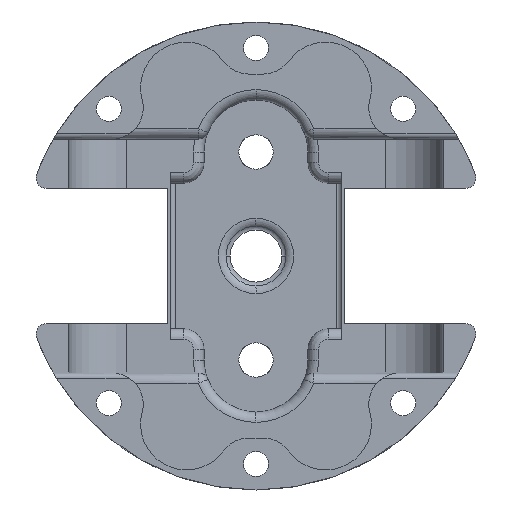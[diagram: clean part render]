
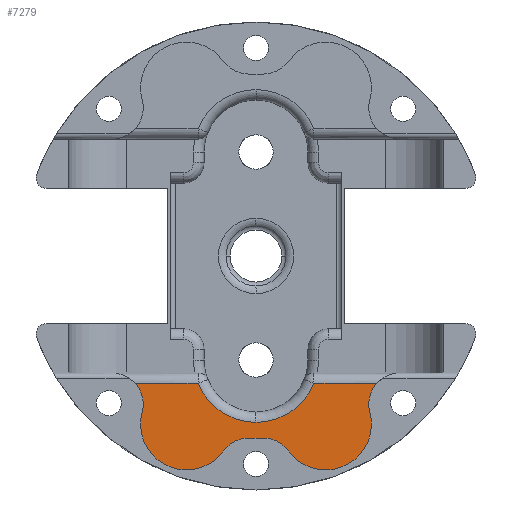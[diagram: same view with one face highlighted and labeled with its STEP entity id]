
A CAD part, front view. The second image highlights one B-rep face of the part: STEP entity #7279.
In plain terms, the highlighted planar face has unit normal (0, -1, 0).
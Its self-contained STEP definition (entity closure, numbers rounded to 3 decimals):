
#49 = AXIS2_PLACEMENT_3D ( 'NONE', #79, #3081, #5354 ) ;
#79 = CARTESIAN_POINT ( 'NONE',  ( 0., 2.5, -10. ) ) ;
#113 = DIRECTION ( 'NONE',  ( 0., 1., 0. ) ) ;
#132 = DIRECTION ( 'NONE',  ( 0., -1., 0. ) ) ;
#167 = CIRCLE ( 'NONE', #791, 4.4 ) ;
#331 = AXIS2_PLACEMENT_3D ( 'NONE', #4296, #2766, #5823 ) ;
#496 = EDGE_CURVE ( 'NONE', #563, #4790, #3617, .T. ) ;
#560 = VERTEX_POINT ( 'NONE', #4717 ) ;
#563 = VERTEX_POINT ( 'NONE', #813 ) ;
#582 = ORIENTED_EDGE ( 'NONE', *, *, #1062, .T. ) ;
#717 = CIRCLE ( 'NONE', #3574, 4.4 ) ;
#719 = CARTESIAN_POINT ( 'NONE',  ( 5.562, 2.5, -12.25 ) ) ;
#731 = CARTESIAN_POINT ( 'NONE',  ( 6.697, 2.5, -16.168 ) ) ;
#791 = AXIS2_PLACEMENT_3D ( 'NONE', #6103, #132, #8975 ) ;
#813 = CARTESIAN_POINT ( 'NONE',  ( 6.697, 2.5, -20.568 ) ) ;
#901 = CARTESIAN_POINT ( 'NONE',  ( 0.698, 2.5, -17.5 ) ) ;
#989 = CARTESIAN_POINT ( 'NONE',  ( -6.697, 2.5, -16.168 ) ) ;
#1062 = EDGE_CURVE ( 'NONE', #6298, #8619, #3144, .T. ) ;
#1085 = DIRECTION ( 'NONE',  ( 0., 0., -1. ) ) ;
#1225 = ORIENTED_EDGE ( 'NONE', *, *, #496, .T. ) ;
#1228 = EDGE_CURVE ( 'NONE', #5465, #6298, #3471, .T. ) ;
#1241 = DIRECTION ( 'NONE',  ( 0., 0., -1. ) ) ;
#1454 = DIRECTION ( 'NONE',  ( 0., 1., 0. ) ) ;
#1474 = ORIENTED_EDGE ( 'NONE', *, *, #9559, .T. ) ;
#1483 = AXIS2_PLACEMENT_3D ( 'NONE', #4563, #1454, #3817 ) ;
#1558 = EDGE_CURVE ( 'NONE', #8619, #9028, #167, .T. ) ;
#1567 = AXIS2_PLACEMENT_3D ( 'NONE', #989, #4798, #1085 ) ;
#1614 = VECTOR ( 'NONE', #2911, 1000. ) ;
#1904 = CARTESIAN_POINT ( 'NONE',  ( 13.844, 2.5, -14.25 ) ) ;
#1926 = CIRCLE ( 'NONE', #7449, 3. ) ;
#2074 = LINE ( 'NONE', #5929, #1614 ) ;
#2080 = DIRECTION ( 'NONE',  ( 0., 0., -1. ) ) ;
#2158 = DIRECTION ( 'NONE',  ( 0., -1., 0. ) ) ;
#2280 = AXIS2_PLACEMENT_3D ( 'NONE', #7615, #113, #2373 ) ;
#2373 = DIRECTION ( 'NONE',  ( 0., 0., -1. ) ) ;
#2462 = VERTEX_POINT ( 'NONE', #901 ) ;
#2539 = CARTESIAN_POINT ( 'NONE',  ( -5.562, 2.5, -12.25 ) ) ;
#2547 = DIRECTION ( 'NONE',  ( 0., 1., 0. ) ) ;
#2708 = ORIENTED_EDGE ( 'NONE', *, *, #9748, .T. ) ;
#2766 = DIRECTION ( 'NONE',  ( 0., 1., 0. ) ) ;
#2827 = EDGE_CURVE ( 'NONE', #2462, #3391, #7285, .T. ) ;
#2867 = DIRECTION ( 'NONE',  ( 0., -1., 0. ) ) ;
#2911 = DIRECTION ( 'NONE',  ( -1., 0., 0. ) ) ;
#2912 = LINE ( 'NONE', #8252, #6399 ) ;
#3008 = AXIS2_PLACEMENT_3D ( 'NONE', #9594, #8906, #2080 ) ;
#3041 = AXIS2_PLACEMENT_3D ( 'NONE', #5042, #2867, #1241 ) ;
#3081 = DIRECTION ( 'NONE',  ( 0., 1., 0. ) ) ;
#3144 = CIRCLE ( 'NONE', #1567, 4.4 ) ;
#3236 = ORIENTED_EDGE ( 'NONE', *, *, #2827, .T. ) ;
#3346 = EDGE_CURVE ( 'NONE', #4790, #9566, #1926, .T. ) ;
#3391 = VERTEX_POINT ( 'NONE', #9565 ) ;
#3471 = CIRCLE ( 'NONE', #331, 3. ) ;
#3552 = EDGE_CURVE ( 'NONE', #2462, #560, #7570, .T. ) ;
#3574 = AXIS2_PLACEMENT_3D ( 'NONE', #731, #2158, #9536 ) ;
#3617 = CIRCLE ( 'NONE', #5982, 4.4 ) ;
#3699 = CARTESIAN_POINT ( 'NONE',  ( 11.608, 2.5, -12.25 ) ) ;
#3757 = ORIENTED_EDGE ( 'NONE', *, *, #3346, .T. ) ;
#3761 = DIRECTION ( 'NONE',  ( -1., 0., 0. ) ) ;
#3817 = DIRECTION ( 'NONE',  ( 0., 0., -1. ) ) ;
#3926 = CARTESIAN_POINT ( 'NONE',  ( -6.697, 2.5, -20.568 ) ) ;
#3997 = CARTESIAN_POINT ( 'NONE',  ( 6.697, 2.5, -16.168 ) ) ;
#4024 = VERTEX_POINT ( 'NONE', #719 ) ;
#4253 = PLANE ( 'NONE',  #3041 ) ;
#4296 = CARTESIAN_POINT ( 'NONE',  ( -13.844, 2.5, -14.25 ) ) ;
#4563 = CARTESIAN_POINT ( 'NONE',  ( -0.698, 2.5, -20.5 ) ) ;
#4717 = CARTESIAN_POINT ( 'NONE',  ( -0.698, 2.5, -17.5 ) ) ;
#4747 = VERTEX_POINT ( 'NONE', #6431 ) ;
#4790 = VERTEX_POINT ( 'NONE', #7762 ) ;
#4798 = DIRECTION ( 'NONE',  ( 0., -1., 0. ) ) ;
#4967 = CARTESIAN_POINT ( 'NONE',  ( -3.13, 2.5, -18.744 ) ) ;
#5042 = CARTESIAN_POINT ( 'NONE',  ( 0., 2.5, 0. ) ) ;
#5061 = ORIENTED_EDGE ( 'NONE', *, *, #6851, .T. ) ;
#5109 = ORIENTED_EDGE ( 'NONE', *, *, #1558, .T. ) ;
#5240 = ORIENTED_EDGE ( 'NONE', *, *, #8794, .T. ) ;
#5253 = CIRCLE ( 'NONE', #49, 6. ) ;
#5354 = DIRECTION ( 'NONE',  ( 0., 0., -1. ) ) ;
#5465 = VERTEX_POINT ( 'NONE', #6913 ) ;
#5537 = EDGE_LOOP ( 'NONE', ( #3757, #9049, #5061, #7886, #1474, #9026, #582, #5109, #5240, #6489, #3236, #2708, #1225 ) ) ;
#5823 = DIRECTION ( 'NONE',  ( 0., 0., -1. ) ) ;
#5869 = VECTOR ( 'NONE', #3761, 1000. ) ;
#5929 = CARTESIAN_POINT ( 'NONE',  ( 4.841, 2.5, -12.25 ) ) ;
#5982 = AXIS2_PLACEMENT_3D ( 'NONE', #3997, #7905, #7022 ) ;
#5992 = CARTESIAN_POINT ( 'NONE',  ( 0., 2.5, -17.5 ) ) ;
#6103 = CARTESIAN_POINT ( 'NONE',  ( -6.697, 2.5, -16.168 ) ) ;
#6282 = EDGE_CURVE ( 'NONE', #9566, #4024, #2074, .T. ) ;
#6298 = VERTEX_POINT ( 'NONE', #8753 ) ;
#6399 = VECTOR ( 'NONE', #7464, 1000. ) ;
#6431 = CARTESIAN_POINT ( 'NONE',  ( 0., 2.5, -16. ) ) ;
#6489 = ORIENTED_EDGE ( 'NONE', *, *, #3552, .F. ) ;
#6851 = EDGE_CURVE ( 'NONE', #4024, #4747, #5253, .T. ) ;
#6913 = CARTESIAN_POINT ( 'NONE',  ( -11.608, 2.5, -12.25 ) ) ;
#6975 = VERTEX_POINT ( 'NONE', #2539 ) ;
#7022 = DIRECTION ( 'NONE',  ( 0., 0., -1. ) ) ;
#7279 = ADVANCED_FACE ( 'NONE', ( #9550 ), #4253, .T. ) ;
#7285 = CIRCLE ( 'NONE', #3008, 3. ) ;
#7331 = CIRCLE ( 'NONE', #1483, 3. ) ;
#7343 = CIRCLE ( 'NONE', #2280, 6. ) ;
#7449 = AXIS2_PLACEMENT_3D ( 'NONE', #1904, #2547, #8630 ) ;
#7464 = DIRECTION ( 'NONE',  ( -1., 0., 0. ) ) ;
#7570 = LINE ( 'NONE', #5992, #5869 ) ;
#7615 = CARTESIAN_POINT ( 'NONE',  ( 0., 2.5, -10. ) ) ;
#7762 = CARTESIAN_POINT ( 'NONE',  ( 10.947, 2.5, -15.028 ) ) ;
#7886 = ORIENTED_EDGE ( 'NONE', *, *, #9396, .T. ) ;
#7905 = DIRECTION ( 'NONE',  ( 0., -1., 0. ) ) ;
#8252 = CARTESIAN_POINT ( 'NONE',  ( -13.844, 2.5, -12.25 ) ) ;
#8619 = VERTEX_POINT ( 'NONE', #3926 ) ;
#8630 = DIRECTION ( 'NONE',  ( 0., 0., -1. ) ) ;
#8753 = CARTESIAN_POINT ( 'NONE',  ( -10.947, 2.5, -15.028 ) ) ;
#8794 = EDGE_CURVE ( 'NONE', #9028, #560, #7331, .T. ) ;
#8906 = DIRECTION ( 'NONE',  ( 0., 1., 0. ) ) ;
#8975 = DIRECTION ( 'NONE',  ( 0., 0., -1. ) ) ;
#9026 = ORIENTED_EDGE ( 'NONE', *, *, #1228, .T. ) ;
#9028 = VERTEX_POINT ( 'NONE', #4967 ) ;
#9049 = ORIENTED_EDGE ( 'NONE', *, *, #6282, .T. ) ;
#9396 = EDGE_CURVE ( 'NONE', #4747, #6975, #7343, .T. ) ;
#9536 = DIRECTION ( 'NONE',  ( 0., 0., -1. ) ) ;
#9550 = FACE_OUTER_BOUND ( 'NONE', #5537, .T. ) ;
#9559 = EDGE_CURVE ( 'NONE', #6975, #5465, #2912, .T. ) ;
#9565 = CARTESIAN_POINT ( 'NONE',  ( 3.13, 2.5, -18.744 ) ) ;
#9566 = VERTEX_POINT ( 'NONE', #3699 ) ;
#9594 = CARTESIAN_POINT ( 'NONE',  ( 0.698, 2.5, -20.5 ) ) ;
#9748 = EDGE_CURVE ( 'NONE', #3391, #563, #717, .T. ) ;
